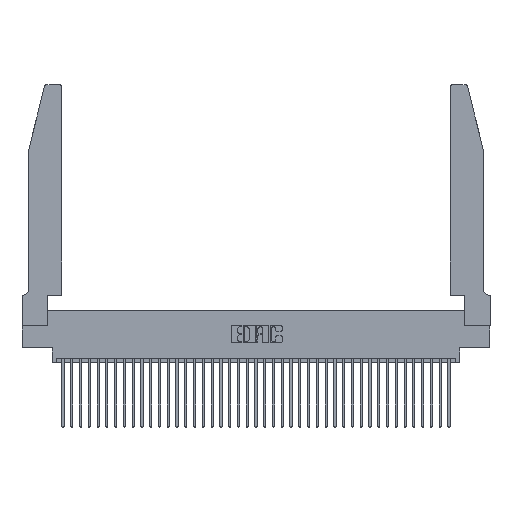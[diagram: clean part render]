
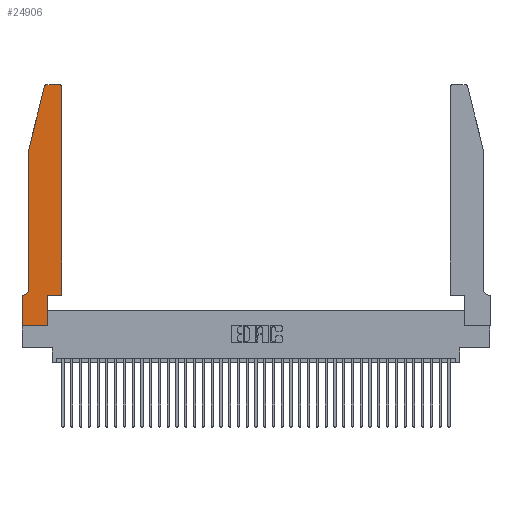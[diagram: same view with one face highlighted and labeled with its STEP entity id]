
A CAD part, top view. The second image highlights one B-rep face of the part: STEP entity #24906.
In plain terms, the highlighted planar face has unit normal (0, 0, 1).
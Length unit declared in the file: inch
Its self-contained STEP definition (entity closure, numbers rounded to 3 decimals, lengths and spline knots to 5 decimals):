
#217 = VERTEX_POINT ( 'NONE', #24118 ) ;
#251 = ORIENTED_EDGE ( 'NONE', *, *, #9299, .T. ) ;
#377 = DIRECTION ( 'NONE',  ( -0.239, -0.971, 0. ) ) ;
#512 = EDGE_CURVE ( 'NONE', #8417, #29983, #30163, .T. ) ;
#1449 = CARTESIAN_POINT ( 'NONE',  ( 0.284, 2.72, 0.37 ) ) ;
#1459 = CARTESIAN_POINT ( 'NONE',  ( 0.284, 2.75, 0.37 ) ) ;
#2111 = VECTOR ( 'NONE', #33252, 39.37008 ) ;
#2362 = EDGE_CURVE ( 'NONE', #16789, #30873, #34841, .T. ) ;
#2656 = CIRCLE ( 'NONE', #29575, 0.07 ) ;
#3245 = EDGE_CURVE ( 'NONE', #26706, #8417, #27521, .T. ) ;
#3674 = VERTEX_POINT ( 'NONE', #21318 ) ;
#3767 = FACE_OUTER_BOUND ( 'NONE', #37165, .T. ) ;
#4157 = DIRECTION ( 'NONE',  ( 1., 0., 0. ) ) ;
#4458 = VERTEX_POINT ( 'NONE', #6747 ) ;
#5104 = CARTESIAN_POINT ( 'NONE',  ( 0.4205, 2.72, 0.37 ) ) ;
#5565 = LINE ( 'NONE', #30048, #37325 ) ;
#6747 = CARTESIAN_POINT ( 'NONE',  ( 0.2865, 0.35, 0.37 ) ) ;
#7401 = CARTESIAN_POINT ( 'NONE',  ( 0., 0.35, 0.37 ) ) ;
#7931 = DIRECTION ( 'NONE',  ( 1., 0., 0. ) ) ;
#8061 = DIRECTION ( 'NONE',  ( -1., 0., 0. ) ) ;
#8417 = VERTEX_POINT ( 'NONE', #9969 ) ;
#9299 = EDGE_CURVE ( 'NONE', #16037, #4458, #33933, .T. ) ;
#9572 = DIRECTION ( 'NONE',  ( 0., 1., 0. ) ) ;
#9714 = VECTOR ( 'NONE', #377, 39.37008 ) ;
#9848 = DIRECTION ( 'NONE',  ( 0., -1., 0. ) ) ;
#9969 = CARTESIAN_POINT ( 'NONE',  ( 0.0755, 2., 0.37 ) ) ;
#10822 = AXIS2_PLACEMENT_3D ( 'NONE', #7401, #29055, #31175 ) ;
#11031 = VECTOR ( 'NONE', #16683, 39.37008 ) ;
#11340 = VECTOR ( 'NONE', #9572, 39.37008 ) ;
#12038 = CARTESIAN_POINT ( 'NONE',  ( 0.25487, 2.72718, 0.37 ) ) ;
#12321 = ORIENTED_EDGE ( 'NONE', *, *, #19771, .T. ) ;
#12555 = CARTESIAN_POINT ( 'NONE',  ( 0.0755, 0.42, 0.37 ) ) ;
#12706 = CARTESIAN_POINT ( 'NONE',  ( 0.4505, 0.35, 0.37 ) ) ;
#13129 = CARTESIAN_POINT ( 'NONE',  ( 0.4505, 0.35, 0.37 ) ) ;
#13132 = ORIENTED_EDGE ( 'NONE', *, *, #24790, .T. ) ;
#14243 = CARTESIAN_POINT ( 'NONE',  ( 0.0055, 0.42, 0.37 ) ) ;
#14638 = DIRECTION ( 'NONE',  ( 0., 0., 1. ) ) ;
#15244 = CARTESIAN_POINT ( 'NONE',  ( 0.0755, 2., 0.37 ) ) ;
#15312 = ORIENTED_EDGE ( 'NONE', *, *, #2362, .T. ) ;
#15594 = CARTESIAN_POINT ( 'NONE',  ( 0.2865, 0.35, 0.37 ) ) ;
#15852 = CARTESIAN_POINT ( 'NONE',  ( 0., 0., 0.37 ) ) ;
#16037 = VERTEX_POINT ( 'NONE', #37603 ) ;
#16151 = VECTOR ( 'NONE', #9848, 39.37008 ) ;
#16617 = ORIENTED_EDGE ( 'NONE', *, *, #18622, .T. ) ;
#16683 = DIRECTION ( 'NONE',  ( 1., 0., 0. ) ) ;
#16789 = VERTEX_POINT ( 'NONE', #27150 ) ;
#17091 = CARTESIAN_POINT ( 'NONE',  ( 0., 0., 0.37 ) ) ;
#17336 = ORIENTED_EDGE ( 'NONE', *, *, #3245, .T. ) ;
#18622 = EDGE_CURVE ( 'NONE', #30873, #16037, #24506, .T. ) ;
#18902 = ORIENTED_EDGE ( 'NONE', *, *, #38788, .T. ) ;
#18974 = ORIENTED_EDGE ( 'NONE', *, *, #39028, .T. ) ;
#19771 = EDGE_CURVE ( 'NONE', #3674, #217, #39302, .T. ) ;
#21318 = CARTESIAN_POINT ( 'NONE',  ( 0.4505, 2.72, 0.37 ) ) ;
#21803 = CARTESIAN_POINT ( 'NONE',  ( 0.0755, 2., 0.37 ) ) ;
#22436 = CARTESIAN_POINT ( 'NONE',  ( 0.0755, 0.35, 0.37 ) ) ;
#22502 = VERTEX_POINT ( 'NONE', #26991 ) ;
#22943 = DIRECTION ( 'NONE',  ( 0., 0., 1. ) ) ;
#24118 = CARTESIAN_POINT ( 'NONE',  ( 0.4205, 2.75, 0.37 ) ) ;
#24506 = LINE ( 'NONE', #17091, #11031 ) ;
#24556 = AXIS2_PLACEMENT_3D ( 'NONE', #5104, #14638, #7931 ) ;
#24615 = VECTOR ( 'NONE', #31007, 39.37008 ) ;
#24790 = EDGE_CURVE ( 'NONE', #22502, #16789, #35582, .T. ) ;
#24906 = ADVANCED_FACE ( 'NONE', ( #3767 ), #27946, .T. ) ;
#25005 = DIRECTION ( 'NONE',  ( -1., 0., 0. ) ) ;
#25514 = ORIENTED_EDGE ( 'NONE', *, *, #34145, .T. ) ;
#25705 = ORIENTED_EDGE ( 'NONE', *, *, #30939, .T. ) ;
#26116 = VERTEX_POINT ( 'NONE', #13129 ) ;
#26257 = ORIENTED_EDGE ( 'NONE', *, *, #32301, .T. ) ;
#26706 = VERTEX_POINT ( 'NONE', #12038 ) ;
#26710 = DIRECTION ( 'NONE',  ( -1., 0., 0. ) ) ;
#26991 = CARTESIAN_POINT ( 'NONE',  ( 0.0055, 0.35, 0.37 ) ) ;
#27150 = CARTESIAN_POINT ( 'NONE',  ( 0., 0.35, 0.37 ) ) ;
#27368 = ORIENTED_EDGE ( 'NONE', *, *, #512, .T. ) ;
#27396 = VECTOR ( 'NONE', #25005, 39.37008 ) ;
#27499 = CARTESIAN_POINT ( 'NONE',  ( 0., 0., 0.37 ) ) ;
#27521 = LINE ( 'NONE', #15244, #9714 ) ;
#27946 = PLANE ( 'NONE',  #10822 ) ;
#29055 = DIRECTION ( 'NONE',  ( 0., 0., 1. ) ) ;
#29072 = DIRECTION ( 'NONE',  ( 0., 1., 0. ) ) ;
#29575 = AXIS2_PLACEMENT_3D ( 'NONE', #14243, #32516, #8061 ) ;
#29983 = VERTEX_POINT ( 'NONE', #12555 ) ;
#30048 = CARTESIAN_POINT ( 'NONE',  ( 0.2605, 2.75, 0.37 ) ) ;
#30163 = LINE ( 'NONE', #21803, #16151 ) ;
#30725 = AXIS2_PLACEMENT_3D ( 'NONE', #1449, #22943, #4157 ) ;
#30873 = VERTEX_POINT ( 'NONE', #15852 ) ;
#30939 = EDGE_CURVE ( 'NONE', #26116, #3674, #35524, .T. ) ;
#31007 = DIRECTION ( 'NONE',  ( 1., 0., 0. ) ) ;
#31175 = DIRECTION ( 'NONE',  ( 1., 0., 0. ) ) ;
#31430 = VERTEX_POINT ( 'NONE', #1459 ) ;
#31868 = CIRCLE ( 'NONE', #30725, 0.03 ) ;
#32301 = EDGE_CURVE ( 'NONE', #217, #31430, #5565, .T. ) ;
#32516 = DIRECTION ( 'NONE',  ( 0., 0., -1. ) ) ;
#33252 = DIRECTION ( 'NONE',  ( 0., -1., 0. ) ) ;
#33933 = LINE ( 'NONE', #15594, #11340 ) ;
#34145 = EDGE_CURVE ( 'NONE', #31430, #26706, #31868, .T. ) ;
#34841 = LINE ( 'NONE', #27499, #2111 ) ;
#35524 = LINE ( 'NONE', #38209, #36508 ) ;
#35582 = LINE ( 'NONE', #22436, #27396 ) ;
#36508 = VECTOR ( 'NONE', #29072, 39.37008 ) ;
#37165 = EDGE_LOOP ( 'NONE', ( #26257, #25514, #17336, #27368, #18902, #13132, #15312, #16617, #251, #18974, #25705, #12321 ) ) ;
#37325 = VECTOR ( 'NONE', #26710, 39.37008 ) ;
#37603 = CARTESIAN_POINT ( 'NONE',  ( 0.2865, 0., 0.37 ) ) ;
#38209 = CARTESIAN_POINT ( 'NONE',  ( 0.4505, 0.35, 0.37 ) ) ;
#38788 = EDGE_CURVE ( 'NONE', #29983, #22502, #2656, .T. ) ;
#39028 = EDGE_CURVE ( 'NONE', #4458, #26116, #39032, .T. ) ;
#39032 = LINE ( 'NONE', #12706, #24615 ) ;
#39302 = CIRCLE ( 'NONE', #24556, 0.03 ) ;
